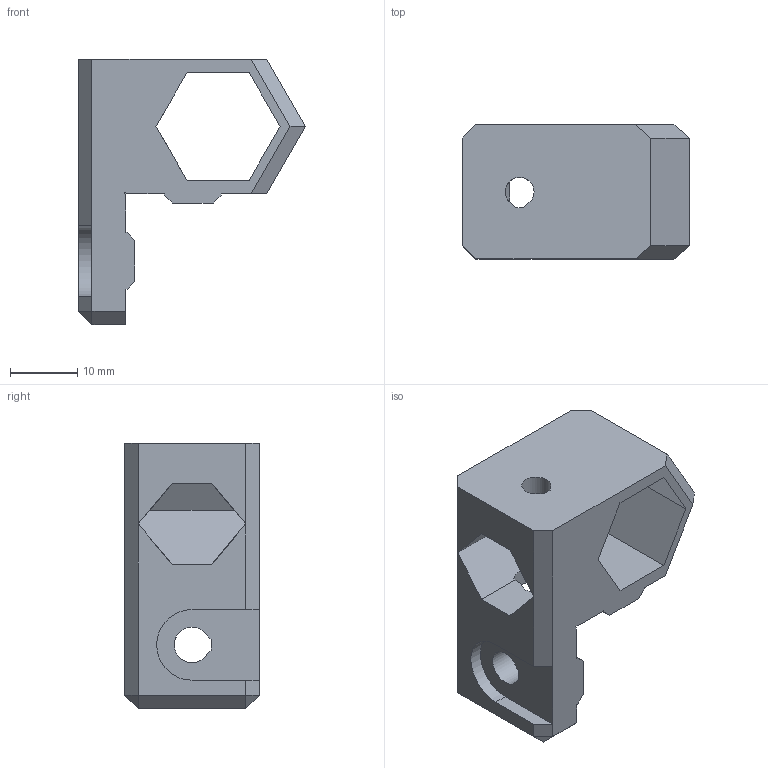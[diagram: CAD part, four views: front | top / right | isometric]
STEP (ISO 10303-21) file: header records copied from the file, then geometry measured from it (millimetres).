
FILE_DESCRIPTION(/* description */ (''),/* implementation_level */ '2;1');
FILE_NAME(/* name */ 'psu_upper_mount.step',/* time_stamp */ '2018-02-13T20:56:34+01:00',/* author */ ('gregsaun'),/* organization */ (''),/* preprocessor_version */ 'ST-DEVELOPER v16.13',/* originating_system */ 'Autodesk Translation Framework v6.5.0.72',/* authorisation */ '');
FILE_SCHEMA (('AUTOMOTIVE_DESIGN { 1 0 10303 214 3 1 1 }'));
Length unit declared in the file: millimetre
Products named in the file (1): psu_upper_mount
Bounding box: 33.77 x 20 x 39.5 mm (x, y, z)
Volume: 8404.3 mm3; surface area: 5313.7 mm2
Topology: 1 solids, 5 shells, 107 faces, 283 edges, 183 vertices
Faces by surface type: plane 97, cylinder 9, cone 1
Full cylindrical faces by diameter (mm): 1.5 x2
Entity records: 3305 total; most frequent: CARTESIAN_POINT 596, ORIENTED_EDGE 566, DIRECTION 518, EDGE_CURVE 283, LINE 254, VECTOR 254, VERTEX_POINT 183, AXIS2_PLACEMENT_3D 132
